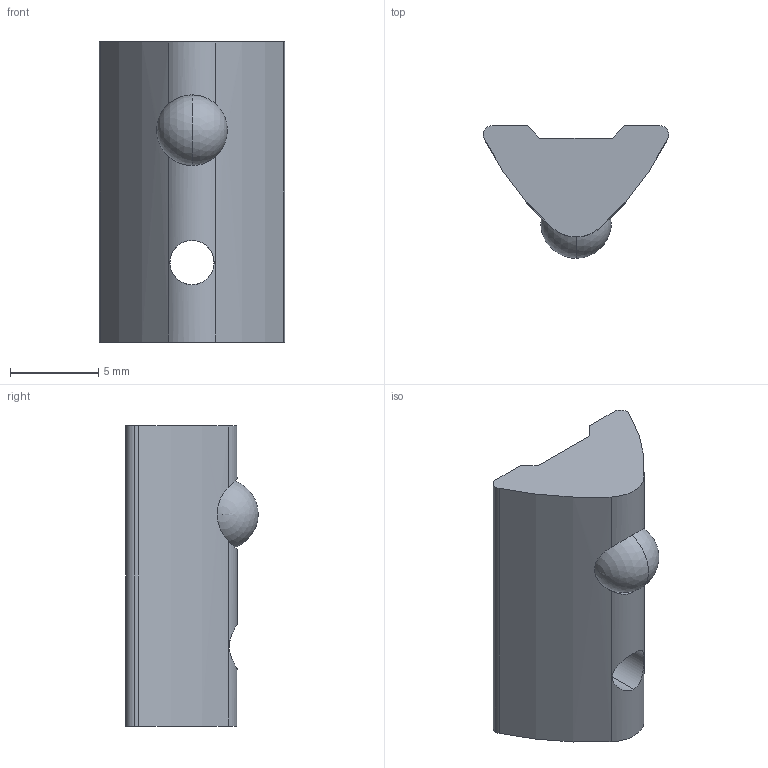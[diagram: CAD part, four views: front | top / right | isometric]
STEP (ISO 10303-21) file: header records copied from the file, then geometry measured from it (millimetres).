
FILE_DESCRIPTION (( 'STEP AP203' ), '1' );
FILE_NAME ('262200100_c_1.STEP', '2022-12-19T02:29:14', ( '' ), ( '' ), 'SwSTEP 2.0', 'SolidWorks 2014', '' );
FILE_SCHEMA (( 'CONFIG_CONTROL_DESIGN' ));
Length unit declared in the file: millimetre
Products named in the file (1): 262200100_c_1
Bounding box: 10.5 x 7.5 x 17 mm (x, y, z)
Volume: 637.1 mm3; surface area: 696.8 mm2
Topology: 2 solids, 2 shells, 21 faces, 58 edges, 39 vertices
Faces by surface type: cylinder 11, plane 8, sphere 2
Entity records: 786 total; most frequent: CARTESIAN_POINT 197, DIRECTION 107, ORIENTED_EDGE 106, EDGE_CURVE 53, AXIS2_PLACEMENT_3D 40, VERTEX_POINT 36, VECTOR 27, LINE 27
